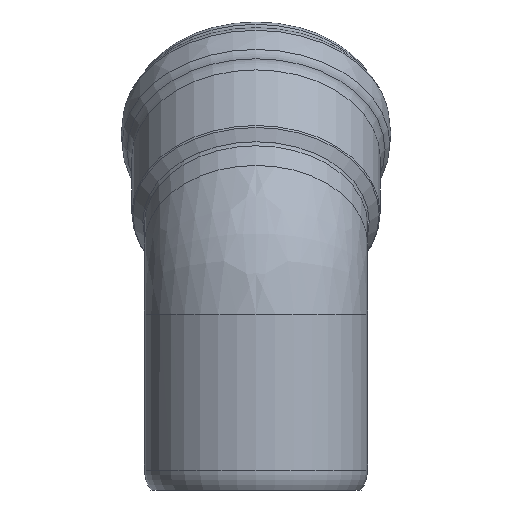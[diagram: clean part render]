
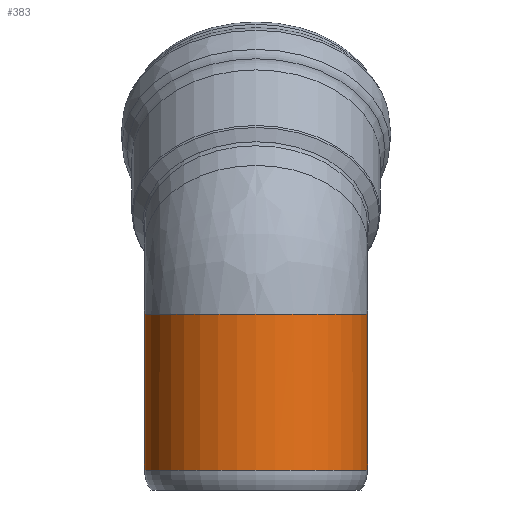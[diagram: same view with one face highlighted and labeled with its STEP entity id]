
A CAD part, left-side view. The second image highlights one B-rep face of the part: STEP entity #383.
In plain terms, the highlighted cylindrical face has radius 39.1 mm (diameter 78.2 mm), a full revolution.
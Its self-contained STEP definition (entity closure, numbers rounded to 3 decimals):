
#28=ELLIPSE('',#398,42.482,39.1);
#36=CYLINDRICAL_SURFACE('',#448,39.1);
#63=FACE_BOUND('',#154,.T.);
#95=FACE_OUTER_BOUND('',#153,.T.);
#153=EDGE_LOOP('',(#333));
#154=EDGE_LOOP('',(#334,#335));
#158=CIRCLE('',#389,39.1);
#163=CIRCLE('',#399,39.1);
#191=VERTEX_POINT('',#582);
#197=VERTEX_POINT('',#621);
#198=VERTEX_POINT('',#629);
#225=EDGE_CURVE('',#191,#191,#158,.T.);
#232=EDGE_CURVE('',#197,#198,#28,.T.);
#234=EDGE_CURVE('',#198,#197,#163,.T.);
#333=ORIENTED_EDGE('',*,*,#225,.T.);
#334=ORIENTED_EDGE('',*,*,#232,.F.);
#335=ORIENTED_EDGE('',*,*,#234,.F.);
#383=ADVANCED_FACE('',(#95,#63),#36,.T.);
#389=AXIS2_PLACEMENT_3D('',#583,#456,#457);
#398=AXIS2_PLACEMENT_3D('',#630,#474,#475);
#399=AXIS2_PLACEMENT_3D('',#665,#476,#477);
#448=AXIS2_PLACEMENT_3D('',#796,#574,#575);
#456=DIRECTION('center_axis',(0.,0.,1.));
#457=DIRECTION('ref_axis',(-1.,0.,0.));
#474=DIRECTION('center_axis',(0.391,0.,0.92));
#475=DIRECTION('ref_axis',(0.92,0.,-0.391));
#476=DIRECTION('center_axis',(0.,0.,1.));
#477=DIRECTION('ref_axis',(-1.,0.,0.));
#574=DIRECTION('center_axis',(0.,0.,1.));
#575=DIRECTION('ref_axis',(-1.,0.,0.));
#582=CARTESIAN_POINT('',(-39.1,0.,7.));
#583=CARTESIAN_POINT('Origin',(0.,0.,7.));
#621=CARTESIAN_POINT('',(33.737,-19.764,61.668));
#629=CARTESIAN_POINT('',(33.737,19.764,61.668));
#630=CARTESIAN_POINT('Origin',(0.,0.,76.));
#665=CARTESIAN_POINT('Origin',(0.,0.,61.668));
#796=CARTESIAN_POINT('Origin',(0.,0.,0.));
